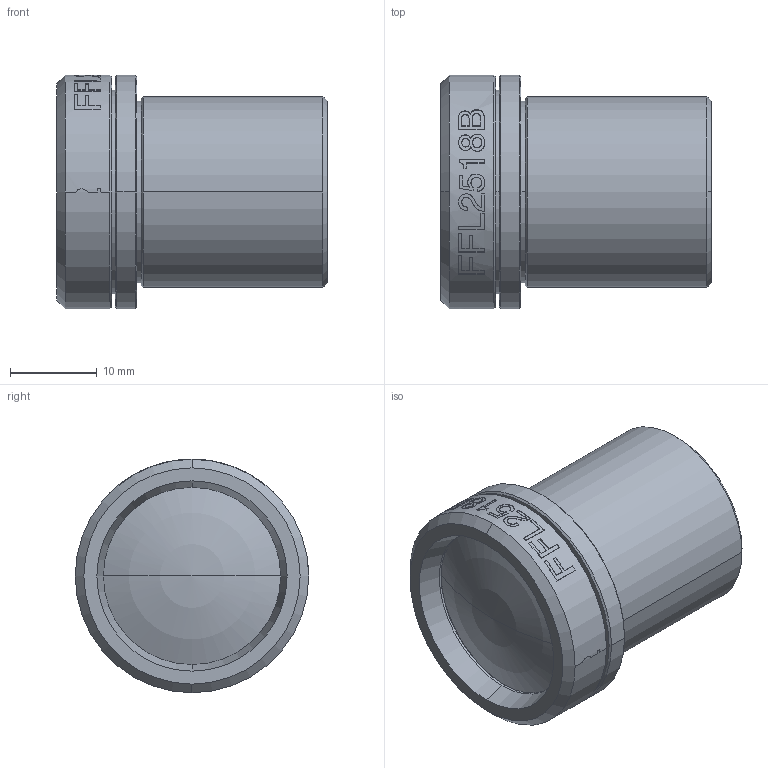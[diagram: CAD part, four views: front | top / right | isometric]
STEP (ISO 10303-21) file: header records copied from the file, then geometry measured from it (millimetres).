
FILE_DESCRIPTION((''),'2;1');
FILE_NAME('_FF014177_ASM_ASMBB','2020-09-04T',('Administrator'),(''),'PRO/ENGINEER BY PARAMETRIC TECHNOLOGY CORPORATION, 2014320','PRO/ENGINEER BY PARAMETRIC TECHNOLOGY CORPORATION, 2014320','');
FILE_SCHEMA(('CONFIG_CONTROL_DESIGN','SHAPE_APPEARANCE_LAYERS_GROUPS'));
Length unit declared in the file: millimetre
Products named in the file (1): _FF014177_ASM_ASMBB
Bounding box: 31.28 x 27 x 27 mm (x, y, z)
Volume: 7850.1 mm3; surface area: 6986.1 mm2
Topology: 1 solids, 2 shells, 305 faces, 777 edges, 505 vertices
Faces by surface type: plane 84, bspline 81, cone 70, cylinder 62, sphere 8
Entity records: 14445 total; most frequent: CARTESIAN_POINT 6304, ORIENTED_EDGE 1538, DIRECTION 1333, EDGE_CURVE 769, AXIS2_PLACEMENT_3D 510, VERTEX_POINT 505, EDGE_LOOP 342, VECTOR 313
